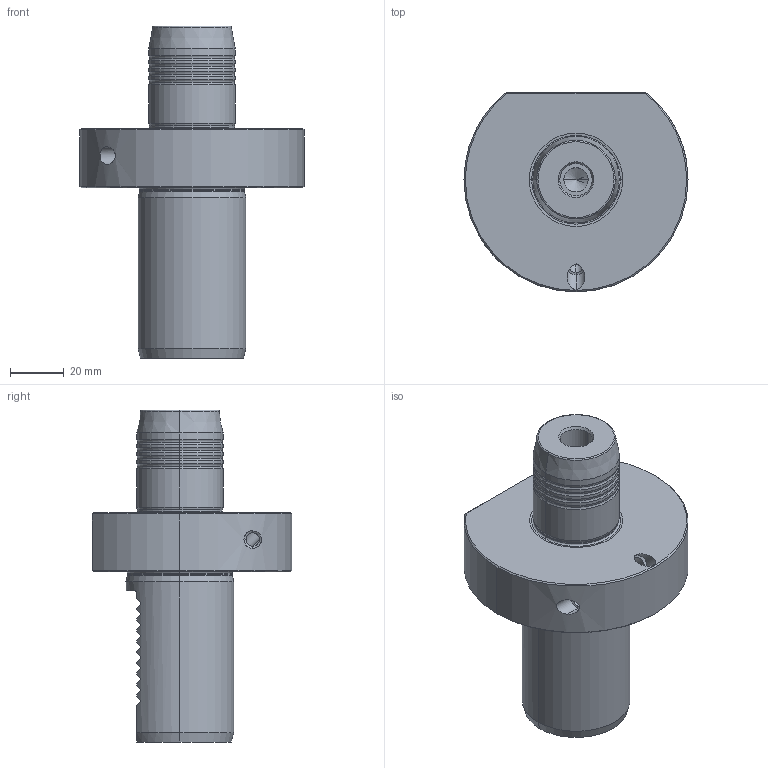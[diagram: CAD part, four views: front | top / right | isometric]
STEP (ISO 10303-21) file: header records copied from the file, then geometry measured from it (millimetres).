
FILE_DESCRIPTION (( 'STEP AP214' ), '1' );
FILE_NAME ('77.VD4.012 x=60_step.STEP', '2022-07-07T10:51:37', ( '' ), ( '' ), 'SwSTEP 2.0', 'SolidWorks 2018', '' );
FILE_SCHEMA (( 'AUTOMOTIVE_DESIGN' ));
Length unit declared in the file: millimetre
Products named in the file (1): 77.VD4.012 x=60_step
Bounding box: 83 x 74 x 123 mm (x, y, z)
Volume: 205216.2 mm3; surface area: 31664.9 mm2
Topology: 1 solids, 1 shells, 158 faces, 382 edges, 226 vertices
Faces by surface type: cylinder 49, plane 45, cone 36, torus 28
Entity records: 5334 total; most frequent: CARTESIAN_POINT 1474, ORIENTED_EDGE 752, DIRECTION 746, EDGE_CURVE 376, AXIS2_PLACEMENT_3D 300, VERTEX_POINT 226, EDGE_LOOP 170, FACE_OUTER_BOUND 158
